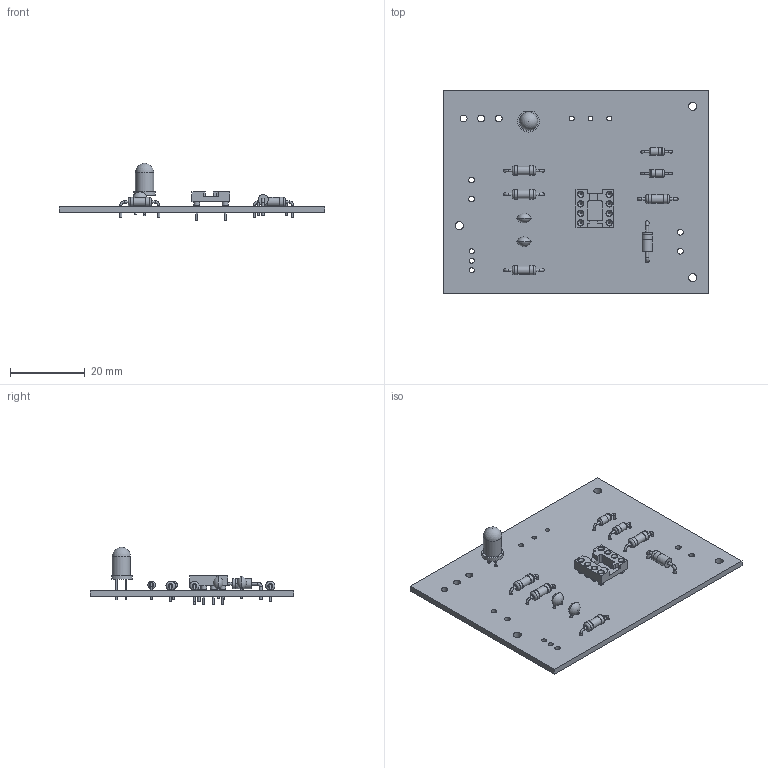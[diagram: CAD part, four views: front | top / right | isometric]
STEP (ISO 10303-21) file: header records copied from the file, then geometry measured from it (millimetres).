
FILE_DESCRIPTION(('KiCad electronic assembly'),'2;1');
FILE_NAME('mouse-jiggler.step','2022-05-29T15:07:00',('An Author'),( 'A Company'),'Open CASCADE STEP processor 6.9', 'KiCad to STEP converter','Unknown');
FILE_SCHEMA(('AUTOMOTIVE_DESIGN { 1 0 10303 214 1 1 1 1 }'));
Length unit declared in the file: millimetre
Products named in the file (14): Open CASCADE STEP translator 6.9 1; C_Disc_D3.8mm_W2.6mm_P2.50mm; SOLID; D_DO-35_SOD27_P7.62mm_Horizontal; COMPOUND; LED_D5.0mm; D_DO-41_SOD81_P10.16mm_Horizontal; R_Axial_DIN0207_L6.3mm_D2.5mm_P10.16mm_Horizontal; DIP-8_W7.62mm_Socket
Assembly tree (18 placements, depth 3):
  Open CASCADE STEP translator 6.9 1
    C_Disc_D3.8mm_W2.6mm_P2.50mm  x2
      SOLID
    D_DO-35_SOD27_P7.62mm_Horizontal  x2
      COMPOUND
    LED_D5.0mm
      SOLID
    D_DO-41_SOD81_P10.16mm_Horizontal
      SOLID
    R_Axial_DIN0207_L6.3mm_D2.5mm_P10.16mm_Horizontal  x4
      SOLID
    DIP-8_W7.62mm_Socket
      SOLID
    COMPOUND
Bounding box: 71.12 x 54.61 x 15.38 mm (x, y, z)
Volume: 6720.7 mm3; surface area: 9523.2 mm2
Topology: 14 solids, 14 shells, 329 faces, 654 edges, 414 vertices
Faces by surface type: cylinder 137, plane 129, torus 26, cone 24, revolution 8, sphere 5
Full cylindrical faces by diameter (mm): 0.5 x10, 0.508 x16, 0.6 x16, 0.8 x28, 0.9 x2, 1.1 x2, 1.3 x3, 1.38 x3, 1.52 x4, 1.524 x8, 1.724 x8, 1.85 x3, 2 x4, 2.02 x2, 2.2 x3, 2.25 x4, 2.5 x8, 2.7 x2, 2.72 x1, 4.9 x1
Entity records: 18474 total; most frequent: CARTESIAN_POINT 5869, DIRECTION 2153, ORIENTED_EDGE 1038, PCURVE 1038, DEFINITIONAL_REPRESENTATION 1038, LINE 1020, VECTOR 1020, AXIS2_PLACEMENT_3D 543
